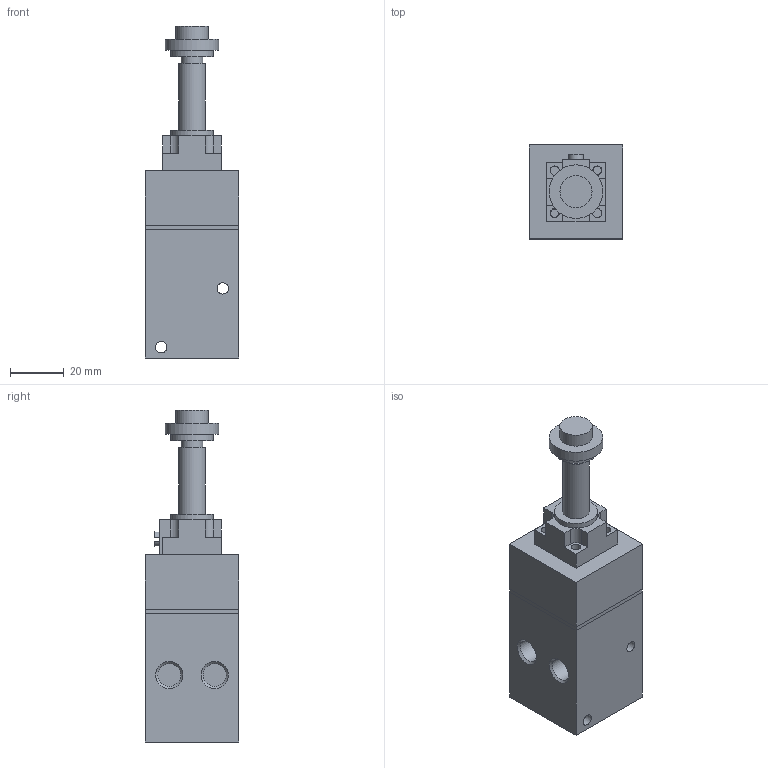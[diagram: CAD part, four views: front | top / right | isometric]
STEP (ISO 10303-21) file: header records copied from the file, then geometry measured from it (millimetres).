
FILE_DESCRIPTION((''),'2;1');
FILE_NAME('778_52_0_1_M2.stp','2008-02-25T14:17:08',('rivolro1'),(''),'Autodesk Inventor 2008','Autodesk Inventor 2008','');
FILE_SCHEMA(('AUTOMOTIVE_DESIGN { 1 0 10303 214 1 1 1 1 }'));
Length unit declared in the file: millimetre
Products named in the file (3): 778_52_0_1_M2; M2
Assembly tree (2 placements, depth 2):
  778_52_0_1_M2
    778_52_0_1_M2
    M2
Bounding box: 35 x 35 x 124 mm (x, y, z)
Volume: 92305.5 mm3; surface area: 18750.7 mm2
Topology: 2 solids, 2 shells, 95 faces, 217 edges, 143 vertices
Faces by surface type: plane 54, cylinder 22, bspline 19
Full cylindrical faces by diameter (mm): 4.25 x2, 8 x1, 10 x1, 12 x1, 16 x2, 20 x1
Entity records: 2954 total; most frequent: CARTESIAN_POINT 665, DIRECTION 422, ORIENTED_EDGE 394, EDGE_CURVE 197, AXIS2_PLACEMENT_3D 144, EDGE_LOOP 144, VERTEX_POINT 143, VECTOR 134
